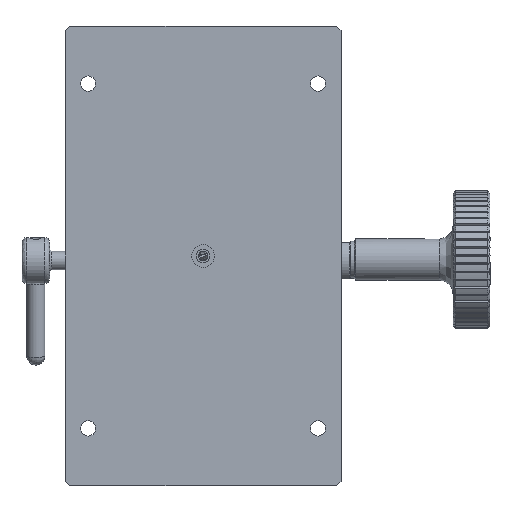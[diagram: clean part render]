
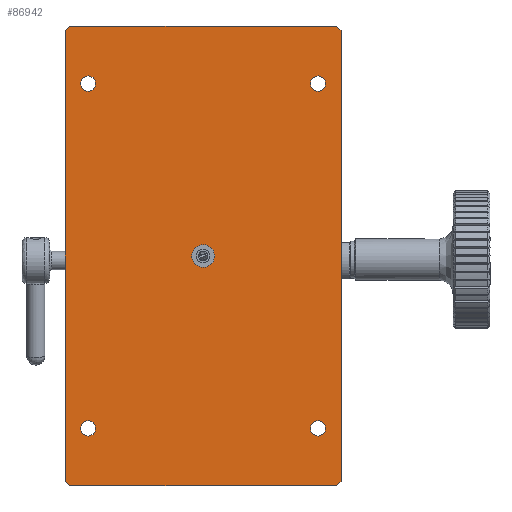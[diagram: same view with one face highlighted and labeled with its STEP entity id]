
A CAD part, front view. The second image highlights one B-rep face of the part: STEP entity #86942.
In plain terms, the highlighted planar face has unit normal (0, -1, 0).
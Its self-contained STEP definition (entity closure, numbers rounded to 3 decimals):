
#120 = FACE_BOUND ( 'NONE', #73383, .T. ) ;
#630 = AXIS2_PLACEMENT_3D ( 'NONE', #6222, #83462, #69117 ) ;
#847 = DIRECTION ( 'NONE',  ( -1., 0., 0. ) ) ;
#1370 = CARTESIAN_POINT ( 'NONE',  ( 64.502, 57.103, 63.823 ) ) ;
#2433 = VERTEX_POINT ( 'NONE', #15896 ) ;
#4928 = VERTEX_POINT ( 'NONE', #77648 ) ;
#5328 = EDGE_CURVE ( 'NONE', #51409, #51409, #42227, .T. ) ;
#5857 = CARTESIAN_POINT ( 'NONE',  ( 94.502, 57.103, 113.823 ) ) ;
#6222 = CARTESIAN_POINT ( 'NONE',  ( 39.502, 57.103, 101.323 ) ) ;
#6228 = CARTESIAN_POINT ( 'NONE',  ( 67.002, 57.103, 63.823 ) ) ;
#6369 = DIRECTION ( 'NONE',  ( 0., 0., -1. ) ) ;
#7494 = EDGE_CURVE ( 'NONE', #14973, #4928, #33037, .T. ) ;
#8474 = DIRECTION ( 'NONE',  ( 0., 0., 1. ) ) ;
#8790 = FACE_BOUND ( 'NONE', #35354, .T. ) ;
#9296 = DIRECTION ( 'NONE',  ( 0., 1., 0. ) ) ;
#11338 = ORIENTED_EDGE ( 'NONE', *, *, #65423, .F. ) ;
#12419 = VERTEX_POINT ( 'NONE', #81453 ) ;
#12607 = CARTESIAN_POINT ( 'NONE',  ( 34.502, 57.103, 14.823 ) ) ;
#13423 = CARTESIAN_POINT ( 'NONE',  ( 37.852, 57.103, 101.323 ) ) ;
#14973 = VERTEX_POINT ( 'NONE', #12607 ) ;
#14976 = DIRECTION ( 'NONE',  ( -0.707, 0., 0.707 ) ) ;
#15406 = VECTOR ( 'NONE', #6369, 1000. ) ;
#15464 = VECTOR ( 'NONE', #97519, 1000. ) ;
#15896 = CARTESIAN_POINT ( 'NONE',  ( 35.502, 57.103, 113.823 ) ) ;
#17480 = FACE_BOUND ( 'NONE', #30934, .T. ) ;
#18795 = ORIENTED_EDGE ( 'NONE', *, *, #40518, .F. ) ;
#18797 = DIRECTION ( 'NONE',  ( -1., 0., 0. ) ) ;
#19633 = DIRECTION ( 'NONE',  ( -1., 0., 0. ) ) ;
#20132 = CARTESIAN_POINT ( 'NONE',  ( 89.502, 57.103, 26.323 ) ) ;
#20469 = DIRECTION ( 'NONE',  ( -0.707, 0., -0.707 ) ) ;
#20592 = VERTEX_POINT ( 'NONE', #13423 ) ;
#21220 = CARTESIAN_POINT ( 'NONE',  ( 93.502, 57.103, 13.823 ) ) ;
#22637 = LINE ( 'NONE', #53838, #65367 ) ;
#22884 = ORIENTED_EDGE ( 'NONE', *, *, #96393, .F. ) ;
#23515 = ORIENTED_EDGE ( 'NONE', *, *, #5328, .F. ) ;
#27556 = ORIENTED_EDGE ( 'NONE', *, *, #7494, .F. ) ;
#28312 = EDGE_CURVE ( 'NONE', #69757, #69757, #84489, .T. ) ;
#28784 = ORIENTED_EDGE ( 'NONE', *, *, #79280, .F. ) ;
#29067 = LINE ( 'NONE', #36755, #86661 ) ;
#29907 = LINE ( 'NONE', #5857, #15406 ) ;
#30934 = EDGE_LOOP ( 'NONE', ( #11338 ) ) ;
#31834 = PLANE ( 'NONE',  #96986 ) ;
#33037 = LINE ( 'NONE', #80043, #96160 ) ;
#35172 = LINE ( 'NONE', #66330, #15464 ) ;
#35354 = EDGE_LOOP ( 'NONE', ( #81997 ) ) ;
#35578 = CARTESIAN_POINT ( 'NONE',  ( 87.852, 57.103, 101.323 ) ) ;
#36755 = CARTESIAN_POINT ( 'NONE',  ( 94.502, 57.103, 113.823 ) ) ;
#36885 = AXIS2_PLACEMENT_3D ( 'NONE', #94937, #70412, #847 ) ;
#37780 = VECTOR ( 'NONE', #62766, 1000. ) ;
#38185 = DIRECTION ( 'NONE',  ( -0.707, 0., -0.707 ) ) ;
#40314 = ORIENTED_EDGE ( 'NONE', *, *, #43786, .F. ) ;
#40518 = EDGE_CURVE ( 'NONE', #83775, #14973, #22637, .T. ) ;
#40827 = ORIENTED_EDGE ( 'NONE', *, *, #44480, .F. ) ;
#40829 = DIRECTION ( 'NONE',  ( 0., -1., 0. ) ) ;
#41028 = FACE_OUTER_BOUND ( 'NONE', #48182, .T. ) ;
#42227 = CIRCLE ( 'NONE', #68327, 1.65 ) ;
#43786 = EDGE_CURVE ( 'NONE', #2433, #56833, #29067, .T. ) ;
#44054 = ORIENTED_EDGE ( 'NONE', *, *, #28312, .F. ) ;
#44480 = EDGE_CURVE ( 'NONE', #60957, #83775, #54601, .T. ) ;
#44747 = CIRCLE ( 'NONE', #630, 1.65 ) ;
#46807 = VECTOR ( 'NONE', #20469, 1000. ) ;
#47046 = EDGE_LOOP ( 'NONE', ( #23515 ) ) ;
#48182 = EDGE_LOOP ( 'NONE', ( #22884, #28784, #82763, #40314, #56636, #27556, #18795, #40827 ) ) ;
#49994 = CARTESIAN_POINT ( 'NONE',  ( 89.502, 57.103, 101.323 ) ) ;
#51327 = DIRECTION ( 'NONE',  ( 0., -1., 0. ) ) ;
#51409 = VERTEX_POINT ( 'NONE', #35578 ) ;
#51495 = CIRCLE ( 'NONE', #36885, 1.65 ) ;
#53838 = CARTESIAN_POINT ( 'NONE',  ( 34.502, 57.103, 14.823 ) ) ;
#54031 = LINE ( 'NONE', #59284, #67969 ) ;
#54601 = LINE ( 'NONE', #92969, #37780 ) ;
#55581 = DIRECTION ( 'NONE',  ( 0., -1., 0. ) ) ;
#55842 = CARTESIAN_POINT ( 'NONE',  ( 94.502, 57.103, 113.823 ) ) ;
#56636 = ORIENTED_EDGE ( 'NONE', *, *, #69236, .T. ) ;
#56833 = VERTEX_POINT ( 'NONE', #100434 ) ;
#59284 = CARTESIAN_POINT ( 'NONE',  ( 35.502, 57.103, 113.823 ) ) ;
#60957 = VERTEX_POINT ( 'NONE', #21220 ) ;
#61636 = AXIS2_PLACEMENT_3D ( 'NONE', #20132, #51327, #19633 ) ;
#62766 = DIRECTION ( 'NONE',  ( -1., 0., 0. ) ) ;
#64726 = CARTESIAN_POINT ( 'NONE',  ( 94.502, 57.103, 14.823 ) ) ;
#65367 = VECTOR ( 'NONE', #14976, 1000. ) ;
#65423 = EDGE_CURVE ( 'NONE', #12419, #12419, #51495, .T. ) ;
#66330 = CARTESIAN_POINT ( 'NONE',  ( 93.502, 57.103, 113.823 ) ) ;
#67914 = DIRECTION ( 'NONE',  ( 1., 0., 0. ) ) ;
#67969 = VECTOR ( 'NONE', #38185, 1000. ) ;
#68327 = AXIS2_PLACEMENT_3D ( 'NONE', #49994, #40829, #18797 ) ;
#69117 = DIRECTION ( 'NONE',  ( -1., 0., 0. ) ) ;
#69236 = EDGE_CURVE ( 'NONE', #2433, #4928, #54031, .T. ) ;
#69757 = VERTEX_POINT ( 'NONE', #84084 ) ;
#70079 = VERTEX_POINT ( 'NONE', #78323 ) ;
#70412 = DIRECTION ( 'NONE',  ( 0., -1., 0. ) ) ;
#71181 = FACE_BOUND ( 'NONE', #76105, .T. ) ;
#72632 = AXIS2_PLACEMENT_3D ( 'NONE', #1370, #55581, #95452 ) ;
#73383 = EDGE_LOOP ( 'NONE', ( #87396 ) ) ;
#76105 = EDGE_LOOP ( 'NONE', ( #44054 ) ) ;
#76165 = CARTESIAN_POINT ( 'NONE',  ( 94.502, 57.103, 14.823 ) ) ;
#76796 = VERTEX_POINT ( 'NONE', #6228 ) ;
#77648 = CARTESIAN_POINT ( 'NONE',  ( 34.502, 57.103, 112.823 ) ) ;
#78323 = CARTESIAN_POINT ( 'NONE',  ( 94.502, 57.103, 112.823 ) ) ;
#78349 = DIRECTION ( 'NONE',  ( -1., 0., 0. ) ) ;
#78544 = EDGE_CURVE ( 'NONE', #20592, #20592, #44747, .T. ) ;
#79087 = CARTESIAN_POINT ( 'NONE',  ( 35.502, 57.103, 13.823 ) ) ;
#79280 = EDGE_CURVE ( 'NONE', #70079, #100669, #29907, .T. ) ;
#80043 = CARTESIAN_POINT ( 'NONE',  ( 34.502, 57.103, 113.823 ) ) ;
#81453 = CARTESIAN_POINT ( 'NONE',  ( 37.852, 57.103, 26.323 ) ) ;
#81997 = ORIENTED_EDGE ( 'NONE', *, *, #78544, .F. ) ;
#82763 = ORIENTED_EDGE ( 'NONE', *, *, #93050, .T. ) ;
#83462 = DIRECTION ( 'NONE',  ( 0., -1., 0. ) ) ;
#83657 = EDGE_CURVE ( 'NONE', #76796, #76796, #85696, .T. ) ;
#83775 = VERTEX_POINT ( 'NONE', #79087 ) ;
#84084 = CARTESIAN_POINT ( 'NONE',  ( 87.852, 57.103, 26.323 ) ) ;
#84489 = CIRCLE ( 'NONE', #61636, 1.65 ) ;
#85696 = CIRCLE ( 'NONE', #72632, 2.5 ) ;
#86661 = VECTOR ( 'NONE', #67914, 1000. ) ;
#86942 = ADVANCED_FACE ( 'NONE', ( #41028, #120, #87523, #71181, #17480, #8790 ), #31834, .F. ) ;
#87396 = ORIENTED_EDGE ( 'NONE', *, *, #83657, .F. ) ;
#87523 = FACE_BOUND ( 'NONE', #47046, .T. ) ;
#92528 = LINE ( 'NONE', #76165, #46807 ) ;
#92969 = CARTESIAN_POINT ( 'NONE',  ( 94.502, 57.103, 13.823 ) ) ;
#93050 = EDGE_CURVE ( 'NONE', #70079, #56833, #35172, .T. ) ;
#94937 = CARTESIAN_POINT ( 'NONE',  ( 39.502, 57.103, 26.323 ) ) ;
#95452 = DIRECTION ( 'NONE',  ( 1., 0., 0. ) ) ;
#96160 = VECTOR ( 'NONE', #8474, 1000. ) ;
#96393 = EDGE_CURVE ( 'NONE', #100669, #60957, #92528, .T. ) ;
#96986 = AXIS2_PLACEMENT_3D ( 'NONE', #55842, #9296, #78349 ) ;
#97519 = DIRECTION ( 'NONE',  ( -0.707, 0., 0.707 ) ) ;
#100434 = CARTESIAN_POINT ( 'NONE',  ( 93.502, 57.103, 113.823 ) ) ;
#100669 = VERTEX_POINT ( 'NONE', #64726 ) ;
